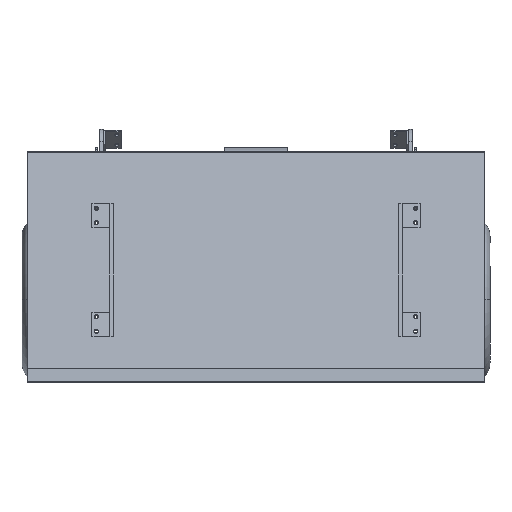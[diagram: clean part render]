
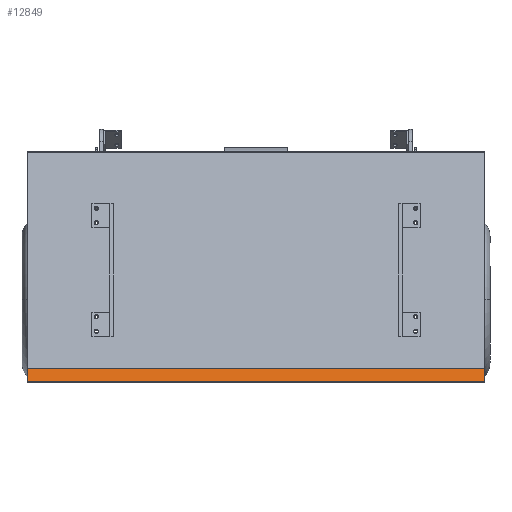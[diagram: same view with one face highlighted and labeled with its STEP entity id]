
A CAD part, left-side view. The second image highlights one B-rep face of the part: STEP entity #12849.
In plain terms, the highlighted face is planar.
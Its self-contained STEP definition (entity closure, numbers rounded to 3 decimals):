
#140 = EDGE_CURVE ( 'NONE', #27403, #10315, #32530, .T. ) ;
#2540 = DIRECTION ( 'NONE',  ( -0.643, -0.766, 0. ) ) ;
#4522 = PLANE ( 'NONE',  #29014 ) ;
#5123 = VECTOR ( 'NONE', #2540, 1000. ) ;
#5293 = ORIENTED_EDGE ( 'NONE', *, *, #7825, .T. ) ;
#5392 = VECTOR ( 'NONE', #28887, 1000. ) ;
#5913 = DIRECTION ( 'NONE',  ( 0., 0., -1. ) ) ;
#7068 = DIRECTION ( 'NONE',  ( 0.766, -0.643, 0. ) ) ;
#7825 = EDGE_CURVE ( 'NONE', #14346, #21016, #26489, .T. ) ;
#8875 = VECTOR ( 'NONE', #5913, 1000. ) ;
#9209 = LINE ( 'NONE', #9999, #10422 ) ;
#9606 = CARTESIAN_POINT ( 'NONE',  ( -1., 0.364, 360. ) ) ;
#9999 = CARTESIAN_POINT ( 'NONE',  ( -13.622, -14.678, 360. ) ) ;
#10315 = VERTEX_POINT ( 'NONE', #30533 ) ;
#10422 = VECTOR ( 'NONE', #15369, 1000. ) ;
#11571 = EDGE_LOOP ( 'NONE', ( #5293, #20848, #21614, #25056 ) ) ;
#12528 = EDGE_CURVE ( 'NONE', #10315, #21016, #9209, .T. ) ;
#12849 = ADVANCED_FACE ( 'NONE', ( #20753 ), #4522, .F. ) ;
#13424 = CARTESIAN_POINT ( 'NONE',  ( -1., 0.364, 0. ) ) ;
#14346 = VERTEX_POINT ( 'NONE', #18642 ) ;
#15369 = DIRECTION ( 'NONE',  ( 0., 0., -1. ) ) ;
#15669 = LINE ( 'NONE', #16043, #8875 ) ;
#16043 = CARTESIAN_POINT ( 'NONE',  ( -1., 0.364, 360. ) ) ;
#17356 = CARTESIAN_POINT ( 'NONE',  ( -1., 0.364, 360. ) ) ;
#18642 = CARTESIAN_POINT ( 'NONE',  ( -1., 0.364, 0. ) ) ;
#20753 = FACE_OUTER_BOUND ( 'NONE', #11571, .T. ) ;
#20848 = ORIENTED_EDGE ( 'NONE', *, *, #12528, .F. ) ;
#21016 = VERTEX_POINT ( 'NONE', #24835 ) ;
#21614 = ORIENTED_EDGE ( 'NONE', *, *, #140, .F. ) ;
#22913 = CARTESIAN_POINT ( 'NONE',  ( -1., 0.364, 360. ) ) ;
#24835 = CARTESIAN_POINT ( 'NONE',  ( -13.622, -14.678, 0. ) ) ;
#25056 = ORIENTED_EDGE ( 'NONE', *, *, #31008, .T. ) ;
#26489 = LINE ( 'NONE', #13424, #5392 ) ;
#27403 = VERTEX_POINT ( 'NONE', #17356 ) ;
#27453 = DIRECTION ( 'NONE',  ( 0.643, 0.766, 0. ) ) ;
#28887 = DIRECTION ( 'NONE',  ( -0.643, -0.766, 0. ) ) ;
#29014 = AXIS2_PLACEMENT_3D ( 'NONE', #9606, #7068, #27453 ) ;
#30533 = CARTESIAN_POINT ( 'NONE',  ( -13.622, -14.678, 360. ) ) ;
#31008 = EDGE_CURVE ( 'NONE', #27403, #14346, #15669, .T. ) ;
#32530 = LINE ( 'NONE', #22913, #5123 ) ;
